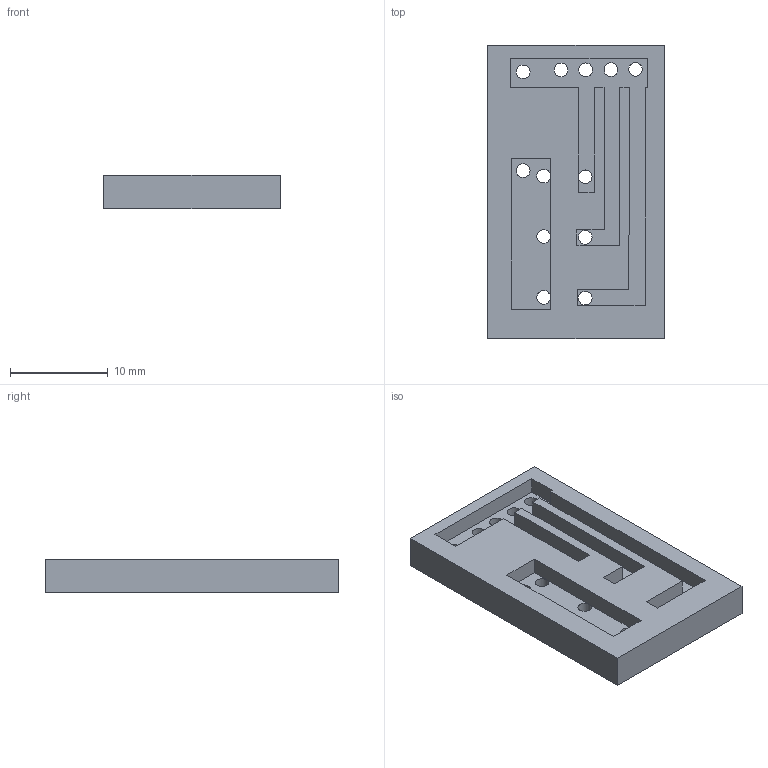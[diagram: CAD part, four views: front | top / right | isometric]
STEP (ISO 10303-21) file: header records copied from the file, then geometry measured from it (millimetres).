
FILE_DESCRIPTION(('FreeCAD Model'),'2;1');
FILE_NAME('Untitled.step', '2016-10-23T19:22:15',('Author'),(''), 'Open CASCADE STEP processor 6.8','FreeCAD','Unknown');
FILE_SCHEMA(('AUTOMOTIVE_DESIGN_CC2 { 1 2 10303 214 -1 1 5 4 }'));
Length unit declared in the file: millimetre
Products named in the file (2): ASSEMBLY; PCBSemaforo_for_Print
Assembly tree (1 placements, depth 2):
  ASSEMBLY
    PCBSemaforo_for_Print
Bounding box: 18 x 30 x 3.4 mm (x, y, z)
Volume: 1471.5 mm3; surface area: 1777.6 mm2
Topology: 1 solids, 1 shells, 45 faces, 124 edges, 82 vertices
Faces by surface type: plane 33, cylinder 12
Full cylindrical faces by diameter (mm): 1.4 x12
Entity records: 3130 total; most frequent: CARTESIAN_POINT 732, DIRECTION 391, ORIENTED_EDGE 248, PCURVE 248, DEFINITIONAL_REPRESENTATION 248, LINE 245, VECTOR 245, EDGE_CURVE 124
